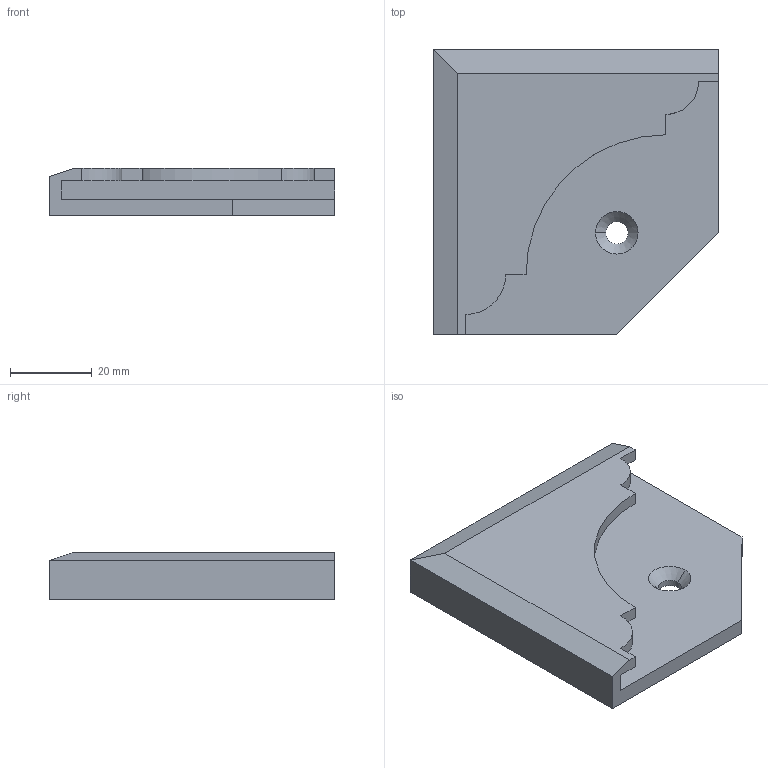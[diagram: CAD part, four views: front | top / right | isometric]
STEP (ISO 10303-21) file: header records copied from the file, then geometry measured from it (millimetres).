
FILE_DESCRIPTION (( 'STEP AP214' ), '1' );
FILE_NAME ('PRT-FIXATION MIROIR BAS.STEP', '2015-08-10T07:44:40', ( '' ), ( '' ), 'SwSTEP 2.0', 'SolidWorks 2015', '' );
FILE_SCHEMA (( 'AUTOMOTIVE_DESIGN' ));
Length unit declared in the file: millimetre
Products named in the file (1): PRT-FIXATION MIROIR BAS
Bounding box: 70 x 70 x 11.6 mm (x, y, z)
Volume: 26987.8 mm3; surface area: 16381.9 mm2
Topology: 1 solids, 1 shells, 24 faces, 63 edges, 41 vertices
Faces by surface type: plane 17, cylinder 5, cone 2
Entity records: 773 total; most frequent: CARTESIAN_POINT 129, ORIENTED_EDGE 126, DIRECTION 125, EDGE_CURVE 63, LINE 51, VECTOR 51, VERTEX_POINT 41, AXIS2_PLACEMENT_3D 37
